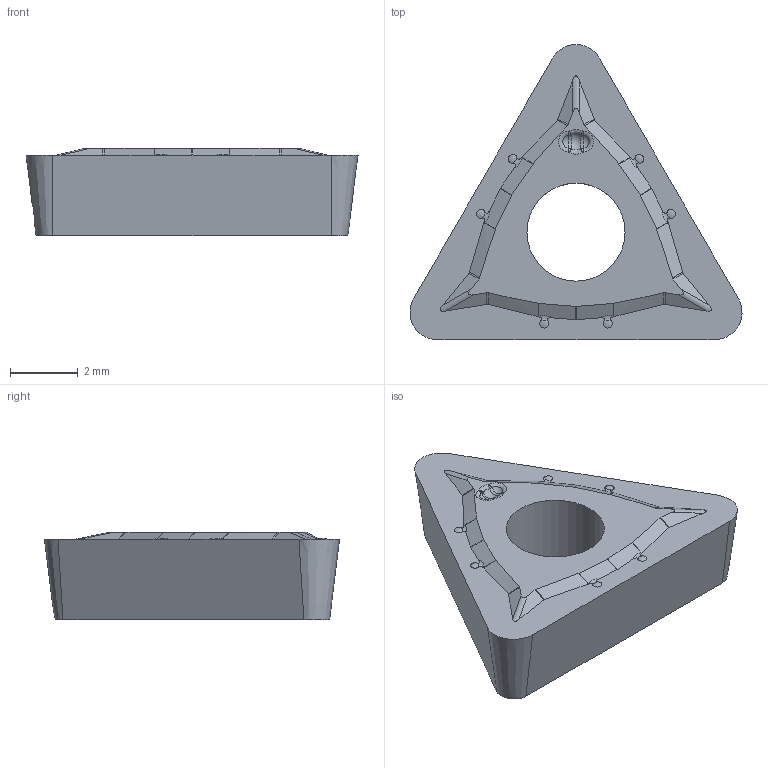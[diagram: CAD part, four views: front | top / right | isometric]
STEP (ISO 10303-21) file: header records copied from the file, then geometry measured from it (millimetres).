
FILE_DESCRIPTION(/* description */ (''),/* implementation_level */ '2;1');
FILE_NAME(/* name */ 'TCMT110208E_FM_115007204ndi000_00_SIM.stp',/* time_stamp */ '2022-01-17T09:04:09+01:00',/* author */ (''),/* organization */ (''),/* preprocessor_version */ 'ST-DEVELOPER v16.7',/* originating_system */ 'SIEMENS PLM Software NX 12.0',/* authorisation */ '');
FILE_SCHEMA (('AUTOMOTIVE_DESIGN { 1 0 10303 214 3 1 1 1 }'));
Length unit declared in the file: millimetre
Products named in the file (1): lf1941F42659uc3s
Bounding box: 9.82 x 8.72 x 2.58 mm (x, y, z)
Volume: 99.2 mm3; surface area: 174.2 mm2
Topology: 1 solids, 1 shells, 77 faces, 223 edges, 150 vertices
Faces by surface type: bspline 30, plane 16, torus 12, sphere 9, cylinder 7, cone 3
Full cylindrical faces by diameter (mm): 2.9 x1
Entity records: 3491 total; most frequent: CARTESIAN_POINT 1728, ORIENTED_EDGE 444, DIRECTION 245, EDGE_CURVE 222, VERTEX_POINT 151, B_SPLINE_CURVE_WITH_KNOTS 125, AXIS2_PLACEMENT_3D 100, EDGE_LOOP 82
